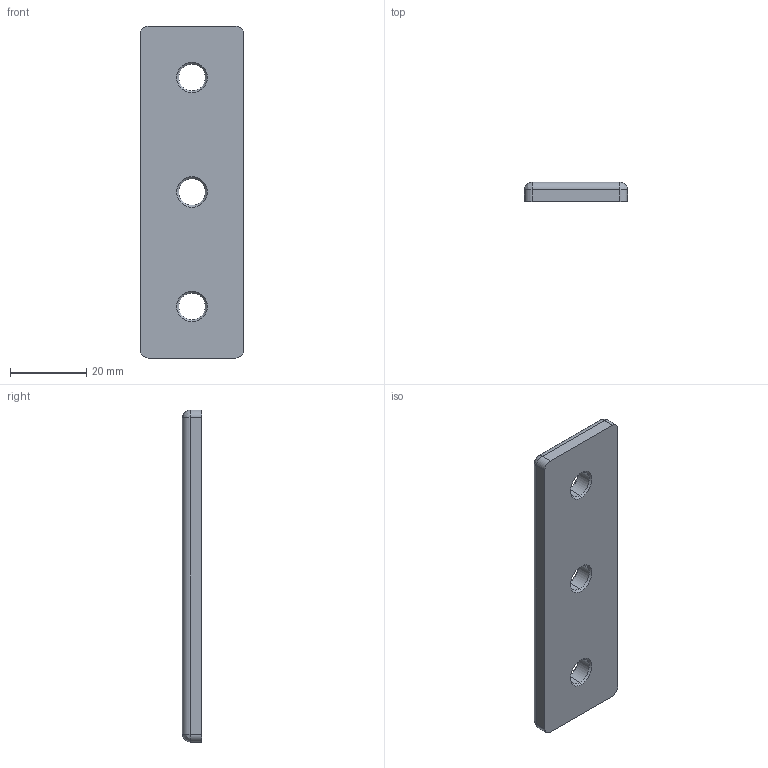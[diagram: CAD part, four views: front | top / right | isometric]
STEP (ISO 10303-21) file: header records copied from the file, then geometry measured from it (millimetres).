
FILE_DESCRIPTION (( 'STEP AP203' ), '1' );
FILE_NAME ('162985.step', '2023-01-11T15:39:48', ( '' ), ( '' ), 'SwSTEP 2.0', 'SolidWorks 2021', '' );
FILE_SCHEMA (( 'CONFIG_CONTROL_DESIGN' ));
Length unit declared in the file: inch
Products named in the file (1): 162985
Bounding box: 27 x 5 x 87 mm (x, y, z)
Volume: 10942.9 mm3; surface area: 5681.7 mm2
Topology: 1 solids, 1 shells, 36 faces, 82 edges, 44 vertices
Faces by surface type: cylinder 14, cone 12, plane 6, bspline 4
Entity records: 1105 total; most frequent: CARTESIAN_POINT 219, DIRECTION 184, ORIENTED_EDGE 156, EDGE_CURVE 78, AXIS2_PLACEMENT_3D 73, VERTEX_POINT 44, EDGE_LOOP 42, CIRCLE 40
